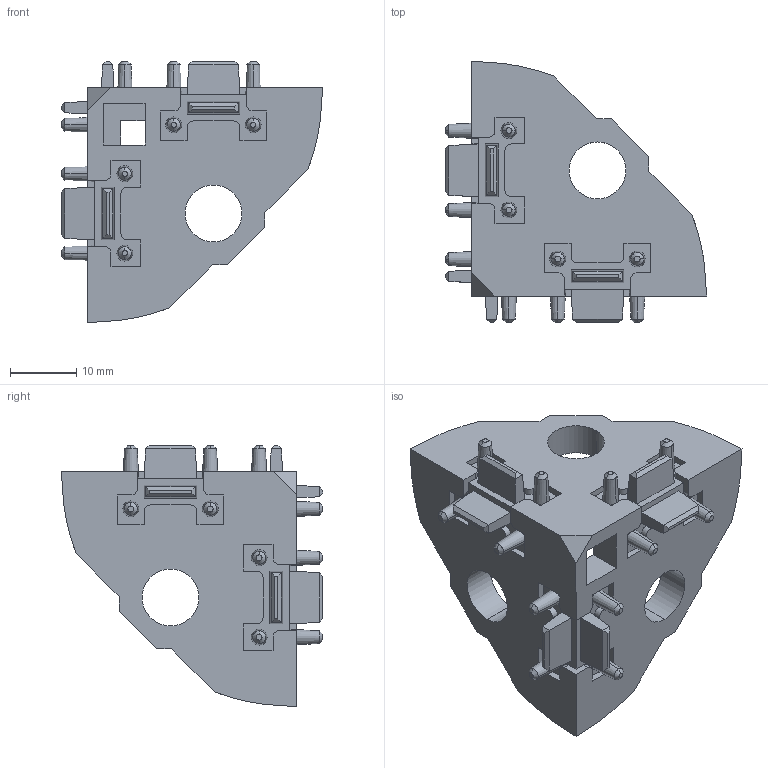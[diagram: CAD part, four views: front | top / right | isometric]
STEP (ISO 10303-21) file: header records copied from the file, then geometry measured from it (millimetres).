
FILE_DESCRIPTION (( 'STEP AP214' ), '1' );
FILE_NAME ('093we381n08.STEP', '2014-08-21T06:00:53', ( '' ), ( '' ), 'SwSTEP 2.0', 'SolidWorks 2014', '' );
FILE_SCHEMA (( 'AUTOMOTIVE_DESIGN' ));
Length unit declared in the file: millimetre
Products named in the file (1): 093we381n08
Bounding box: 39.5 x 39.5 x 39.5 mm (x, y, z)
Volume: 10518.7 mm3; surface area: 6664.7 mm2
Topology: 1 solids, 1 shells, 249 faces, 646 edges, 416 vertices
Faces by surface type: plane 165, cone 48, cylinder 36
Entity records: 7598 total; most frequent: CARTESIAN_POINT 1312, DIRECTION 1306, ORIENTED_EDGE 1292, EDGE_CURVE 646, VECTOR 486, LINE 486, VERTEX_POINT 416, AXIS2_PLACEMENT_3D 410
